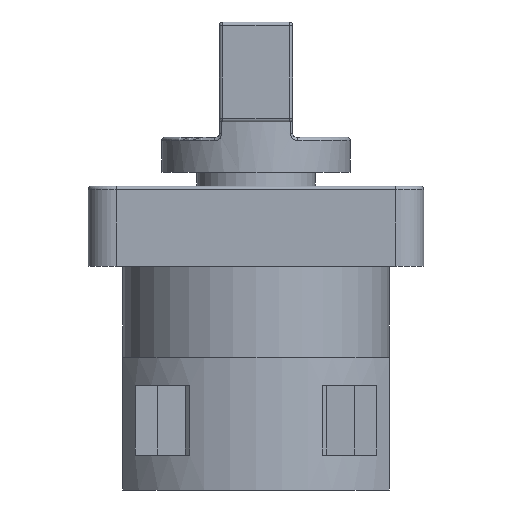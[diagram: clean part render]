
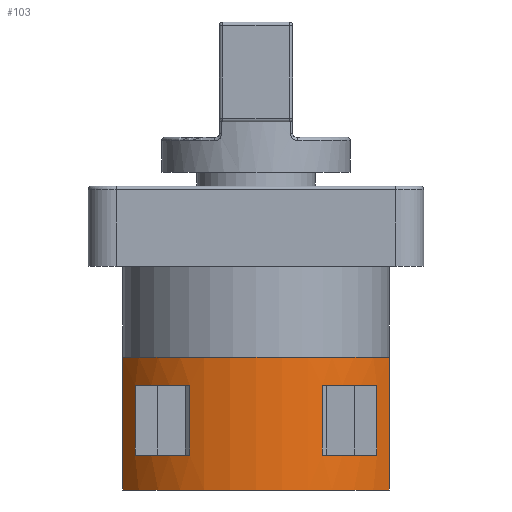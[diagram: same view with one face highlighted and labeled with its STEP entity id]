
A CAD part, front view. The second image highlights one B-rep face of the part: STEP entity #103.
In plain terms, the highlighted cylindrical face has radius 22.75 mm (diameter 45.5 mm), a partial arc.
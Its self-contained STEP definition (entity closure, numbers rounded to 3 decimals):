
#56 = EDGE_CURVE ( 'NONE', #2131, #9923, #7643, .T. ) ;
#103 = ADVANCED_FACE ( 'NONE', ( #11721, #9405, #5455 ), #5873, .T. ) ;
#362 = CARTESIAN_POINT ( 'NONE',  ( -19.1, -12.359, -43.5 ) ) ;
#774 = ORIENTED_EDGE ( 'NONE', *, *, #10006, .F. ) ;
#796 = CARTESIAN_POINT ( 'NONE',  ( 0., 0., -28.5 ) ) ;
#851 = CARTESIAN_POINT ( 'NONE',  ( 9.5, -20.672, -43.5 ) ) ;
#937 = CARTESIAN_POINT ( 'NONE',  ( 19.1, -12.359, -43.5 ) ) ;
#993 = VERTEX_POINT ( 'NONE', #11984 ) ;
#1104 = DIRECTION ( 'NONE',  ( 1., 0., 0. ) ) ;
#1147 = VECTOR ( 'NONE', #4290, 1000. ) ;
#1232 = CIRCLE ( 'NONE', #10222, 22.75 ) ;
#1429 = CARTESIAN_POINT ( 'NONE',  ( 17.321, -14.75, -43.5 ) ) ;
#1578 = DIRECTION ( 'NONE',  ( 0., 0., -1. ) ) ;
#1594 = EDGE_CURVE ( 'NONE', #12181, #8837, #2733, .T. ) ;
#1835 = VECTOR ( 'NONE', #3723, 1000. ) ;
#1897 = LINE ( 'NONE', #362, #11459 ) ;
#1903 = CARTESIAN_POINT ( 'NONE',  ( 0., 0., -43.5 ) ) ;
#2131 = VERTEX_POINT ( 'NONE', #11428 ) ;
#2295 = ORIENTED_EDGE ( 'NONE', *, *, #5721, .F. ) ;
#2498 = VERTEX_POINT ( 'NONE', #4571 ) ;
#2573 = ORIENTED_EDGE ( 'NONE', *, *, #10979, .F. ) ;
#2624 = VECTOR ( 'NONE', #7430, 1000. ) ;
#2733 = CIRCLE ( 'NONE', #7920, 22.75 ) ;
#3040 = DIRECTION ( 'NONE',  ( 0., 0., -1. ) ) ;
#3052 = LINE ( 'NONE', #8321, #1835 ) ;
#3129 = VERTEX_POINT ( 'NONE', #937 ) ;
#3411 = VERTEX_POINT ( 'NONE', #7315 ) ;
#3427 = CARTESIAN_POINT ( 'NONE',  ( -19.1, -12.359, -24.5 ) ) ;
#3654 = EDGE_LOOP ( 'NONE', ( #11255, #10538, #2295, #3798 ) ) ;
#3707 = DIRECTION ( 'NONE',  ( 0., 0., -1. ) ) ;
#3723 = DIRECTION ( 'NONE',  ( 0., 0., 1. ) ) ;
#3798 = ORIENTED_EDGE ( 'NONE', *, *, #4901, .T. ) ;
#3833 = DIRECTION ( 'NONE',  ( 0., 0., -1. ) ) ;
#3965 = DIRECTION ( 'NONE',  ( -1., 0., 0. ) ) ;
#4290 = DIRECTION ( 'NONE',  ( 0., 0., -1. ) ) ;
#4456 = AXIS2_PLACEMENT_3D ( 'NONE', #7686, #3833, #3965 ) ;
#4505 = ORIENTED_EDGE ( 'NONE', *, *, #11440, .F. ) ;
#4571 = CARTESIAN_POINT ( 'NONE',  ( -9.5, -20.672, -38.5 ) ) ;
#4805 = DIRECTION ( 'NONE',  ( 0., 0., 1. ) ) ;
#4901 = EDGE_CURVE ( 'NONE', #3129, #12181, #11873, .T. ) ;
#5043 = LINE ( 'NONE', #851, #7657 ) ;
#5073 = DIRECTION ( 'NONE',  ( 0., 0., 1. ) ) ;
#5229 = EDGE_CURVE ( 'NONE', #3411, #11770, #7048, .T. ) ;
#5283 = VERTEX_POINT ( 'NONE', #8856 ) ;
#5296 = DIRECTION ( 'NONE',  ( 0., 0., 1. ) ) ;
#5339 = DIRECTION ( 'NONE',  ( 1., 0., 0. ) ) ;
#5455 = FACE_BOUND ( 'NONE', #10166, .T. ) ;
#5647 = EDGE_CURVE ( 'NONE', #12030, #11770, #6905, .T. ) ;
#5721 = EDGE_CURVE ( 'NONE', #3129, #993, #9715, .T. ) ;
#5873 = CYLINDRICAL_SURFACE ( 'NONE', #6702, 22.75 ) ;
#5877 = LINE ( 'NONE', #7976, #1147 ) ;
#5957 = DIRECTION ( 'NONE',  ( 1., 0., 0. ) ) ;
#6014 = DIRECTION ( 'NONE',  ( 0., 0., 1. ) ) ;
#6029 = VECTOR ( 'NONE', #10787, 1000. ) ;
#6487 = CIRCLE ( 'NONE', #8280, 22.75 ) ;
#6567 = DIRECTION ( 'NONE',  ( 0., 0., -1. ) ) ;
#6702 = AXIS2_PLACEMENT_3D ( 'NONE', #1903, #4805, #5957 ) ;
#6823 = AXIS2_PLACEMENT_3D ( 'NONE', #9291, #1578, #10147 ) ;
#6879 = CARTESIAN_POINT ( 'NONE',  ( 0., 0., -38.5 ) ) ;
#6905 = CIRCLE ( 'NONE', #7213, 22.75 ) ;
#7014 = EDGE_CURVE ( 'NONE', #2498, #2131, #3052, .T. ) ;
#7048 = LINE ( 'NONE', #1429, #6029 ) ;
#7213 = AXIS2_PLACEMENT_3D ( 'NONE', #10850, #5296, #5339 ) ;
#7315 = CARTESIAN_POINT ( 'NONE',  ( 17.321, -14.75, -28.5 ) ) ;
#7430 = DIRECTION ( 'NONE',  ( 0., 0., 1. ) ) ;
#7499 = EDGE_LOOP ( 'NONE', ( #2573, #774, #11345, #9121 ) ) ;
#7555 = DIRECTION ( 'NONE',  ( -1., 0., 0. ) ) ;
#7628 = ORIENTED_EDGE ( 'NONE', *, *, #56, .F. ) ;
#7643 = CIRCLE ( 'NONE', #4456, 22.75 ) ;
#7657 = VECTOR ( 'NONE', #6567, 1000. ) ;
#7686 = CARTESIAN_POINT ( 'NONE',  ( 0., 0., -28.5 ) ) ;
#7859 = EDGE_CURVE ( 'NONE', #11642, #2498, #1232, .T. ) ;
#7920 = AXIS2_PLACEMENT_3D ( 'NONE', #9623, #3040, #7555 ) ;
#7976 = CARTESIAN_POINT ( 'NONE',  ( -17.321, -14.75, -43.5 ) ) ;
#8279 = CARTESIAN_POINT ( 'NONE',  ( 19.1, -12.359, -24.5 ) ) ;
#8280 = AXIS2_PLACEMENT_3D ( 'NONE', #796, #3707, #10228 ) ;
#8321 = CARTESIAN_POINT ( 'NONE',  ( -9.5, -20.672, -43.5 ) ) ;
#8837 = VERTEX_POINT ( 'NONE', #3427 ) ;
#8856 = CARTESIAN_POINT ( 'NONE',  ( 9.5, -20.672, -28.5 ) ) ;
#9121 = ORIENTED_EDGE ( 'NONE', *, *, #5647, .F. ) ;
#9194 = CARTESIAN_POINT ( 'NONE',  ( -17.321, -14.75, -38.5 ) ) ;
#9291 = CARTESIAN_POINT ( 'NONE',  ( 0., 0., -43.5 ) ) ;
#9405 = FACE_OUTER_BOUND ( 'NONE', #3654, .T. ) ;
#9416 = ORIENTED_EDGE ( 'NONE', *, *, #7014, .F. ) ;
#9623 = CARTESIAN_POINT ( 'NONE',  ( 0., 0., -24.5 ) ) ;
#9715 = CIRCLE ( 'NONE', #6823, 22.75 ) ;
#9923 = VERTEX_POINT ( 'NONE', #12049 ) ;
#10006 = EDGE_CURVE ( 'NONE', #3411, #5283, #6487, .T. ) ;
#10147 = DIRECTION ( 'NONE',  ( -1., 0., 0. ) ) ;
#10166 = EDGE_LOOP ( 'NONE', ( #7628, #9416, #11660, #4505 ) ) ;
#10222 = AXIS2_PLACEMENT_3D ( 'NONE', #6879, #5073, #1104 ) ;
#10228 = DIRECTION ( 'NONE',  ( -1., 0., 0. ) ) ;
#10529 = EDGE_CURVE ( 'NONE', #993, #8837, #1897, .T. ) ;
#10538 = ORIENTED_EDGE ( 'NONE', *, *, #10529, .F. ) ;
#10784 = CARTESIAN_POINT ( 'NONE',  ( 9.5, -20.672, -38.5 ) ) ;
#10787 = DIRECTION ( 'NONE',  ( 0., 0., -1. ) ) ;
#10850 = CARTESIAN_POINT ( 'NONE',  ( 0., 0., -38.5 ) ) ;
#10979 = EDGE_CURVE ( 'NONE', #5283, #12030, #5043, .T. ) ;
#11149 = CARTESIAN_POINT ( 'NONE',  ( 19.1, -12.359, -43.5 ) ) ;
#11255 = ORIENTED_EDGE ( 'NONE', *, *, #1594, .T. ) ;
#11345 = ORIENTED_EDGE ( 'NONE', *, *, #5229, .T. ) ;
#11428 = CARTESIAN_POINT ( 'NONE',  ( -9.5, -20.672, -28.5 ) ) ;
#11440 = EDGE_CURVE ( 'NONE', #9923, #11642, #5877, .T. ) ;
#11459 = VECTOR ( 'NONE', #6014, 1000. ) ;
#11642 = VERTEX_POINT ( 'NONE', #9194 ) ;
#11660 = ORIENTED_EDGE ( 'NONE', *, *, #7859, .F. ) ;
#11721 = FACE_BOUND ( 'NONE', #7499, .T. ) ;
#11770 = VERTEX_POINT ( 'NONE', #12123 ) ;
#11873 = LINE ( 'NONE', #11149, #2624 ) ;
#11984 = CARTESIAN_POINT ( 'NONE',  ( -19.1, -12.359, -43.5 ) ) ;
#12030 = VERTEX_POINT ( 'NONE', #10784 ) ;
#12049 = CARTESIAN_POINT ( 'NONE',  ( -17.321, -14.75, -28.5 ) ) ;
#12123 = CARTESIAN_POINT ( 'NONE',  ( 17.321, -14.75, -38.5 ) ) ;
#12181 = VERTEX_POINT ( 'NONE', #8279 ) ;
